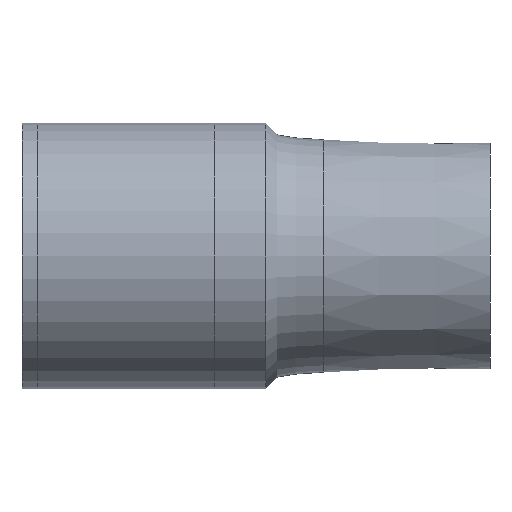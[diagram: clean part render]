
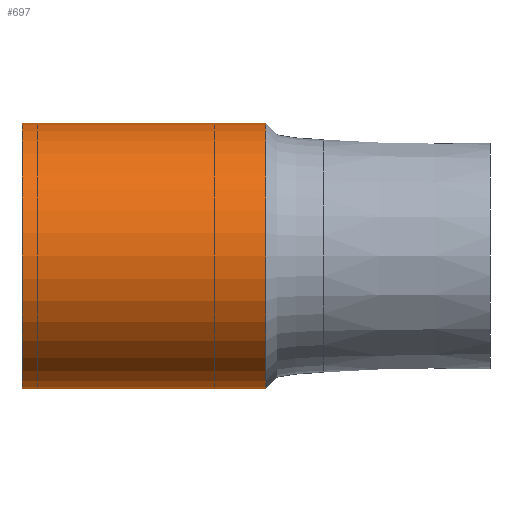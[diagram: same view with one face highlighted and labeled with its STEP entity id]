
A CAD part, front view. The second image highlights one B-rep face of the part: STEP entity #697.
In plain terms, the highlighted cylindrical face has radius 12.8 mm (diameter 25.6 mm), a full revolution.
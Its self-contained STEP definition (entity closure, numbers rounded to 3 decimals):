
#37=CYLINDRICAL_SURFACE('',#757,12.8);
#67=FACE_OUTER_BOUND('',#106,.T.);
#106=EDGE_LOOP('',(#489,#490,#491,#492,#493));
#156=LINE('',#1106,#202);
#202=VECTOR('',#874,12.8);
#239=CIRCLE('',#751,12.8);
#244=CIRCLE('',#758,12.8);
#245=CIRCLE('',#759,12.8);
#291=VERTEX_POINT('',#1071);
#305=VERTEX_POINT('',#1102);
#306=VERTEX_POINT('',#1103);
#366=EDGE_CURVE('',#291,#291,#239,.T.);
#380=EDGE_CURVE('',#305,#306,#244,.T.);
#381=EDGE_CURVE('',#306,#305,#245,.T.);
#382=EDGE_CURVE('',#306,#291,#156,.T.);
#489=ORIENTED_EDGE('',*,*,#380,.F.);
#490=ORIENTED_EDGE('',*,*,#381,.F.);
#491=ORIENTED_EDGE('',*,*,#382,.T.);
#492=ORIENTED_EDGE('',*,*,#366,.F.);
#493=ORIENTED_EDGE('',*,*,#382,.F.);
#697=ADVANCED_FACE('',(#67),#37,.T.);
#751=AXIS2_PLACEMENT_3D('',#1073,#847,#848);
#757=AXIS2_PLACEMENT_3D('',#1101,#868,#869);
#758=AXIS2_PLACEMENT_3D('',#1104,#870,#871);
#759=AXIS2_PLACEMENT_3D('',#1105,#872,#873);
#847=DIRECTION('center_axis',(-1.,0.,0.));
#848=DIRECTION('ref_axis',(0.,1.,0.));
#868=DIRECTION('center_axis',(1.,0.,0.));
#869=DIRECTION('ref_axis',(0.,1.,0.));
#870=DIRECTION('center_axis',(1.,0.,0.));
#871=DIRECTION('ref_axis',(0.,0.,-1.));
#872=DIRECTION('center_axis',(1.,0.,0.));
#873=DIRECTION('ref_axis',(0.,0.,-1.));
#874=DIRECTION('',(-1.,0.,0.));
#1071=CARTESIAN_POINT('',(21.5,-12.8,0.));
#1073=CARTESIAN_POINT('Origin',(21.5,0.,0.));
#1101=CARTESIAN_POINT('Origin',(35.247,0.,0.));
#1102=CARTESIAN_POINT('',(45.,12.8,0.));
#1103=CARTESIAN_POINT('',(45.,-12.8,0.));
#1104=CARTESIAN_POINT('Origin',(45.,0.,0.));
#1105=CARTESIAN_POINT('Origin',(45.,0.,0.));
#1106=CARTESIAN_POINT('',(35.247,-12.8,0.));
